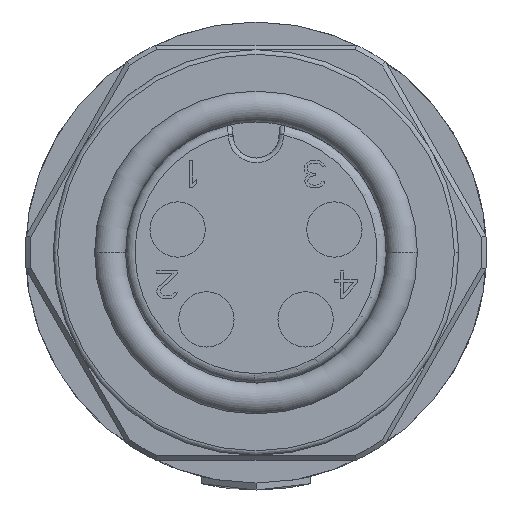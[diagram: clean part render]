
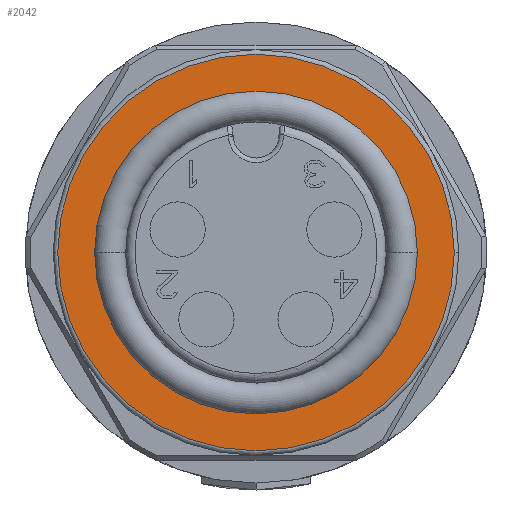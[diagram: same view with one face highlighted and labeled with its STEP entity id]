
A CAD part, front view. The second image highlights one B-rep face of the part: STEP entity #2042.
In plain terms, the highlighted planar face has unit normal (0, -1, 0).
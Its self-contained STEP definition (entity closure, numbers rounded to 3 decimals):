
#2042=ADVANCED_FACE('',(#4404,#4405),#4406,.T.);
#2252=EDGE_CURVE('',#4712,#4718,#4721,.T.);
#2460=EDGE_CURVE('',#4712,#4718,#5027,.T.);
#2462=EDGE_CURVE('',#5029,#5030,#5031,.T.);
#2464=EDGE_CURVE('',#5030,#5029,#5033,.T.);
#4404=FACE_OUTER_BOUND('',#46992,.T.);
#4405=FACE_BOUND('',#46993,.T.);
#4406=PLANE('',#46994);
#4712=VERTEX_POINT('',#47312);
#4718=VERTEX_POINT('',#47321);
#4721=CIRCLE('',#47326,3.5);
#5027=CIRCLE('',#47836,3.5);
#5029=VERTEX_POINT('',#47839);
#5030=VERTEX_POINT('',#47840);
#5031=CIRCLE('',#47841,4.3);
#5033=CIRCLE('',#47844,4.3);
#46992=EDGE_LOOP('',(#52938,#52939));
#46993=EDGE_LOOP('',(#52940,#52941));
#46994=AXIS2_PLACEMENT_3D('',#52942,#52943,#52944);
#47312=CARTESIAN_POINT('',(3.5,-8.3,0.0));
#47321=CARTESIAN_POINT('',(-3.5,-8.3,0.0));
#47326=AXIS2_PLACEMENT_3D('',#53815,#53816,#53817);
#47836=AXIS2_PLACEMENT_3D('',#54047,#54048,#54049);
#47839=CARTESIAN_POINT('',(4.3,-8.3,0.0));
#47840=CARTESIAN_POINT('',(-4.3,-8.3,0.0));
#47841=AXIS2_PLACEMENT_3D('',#54050,#54051,#54052);
#47844=AXIS2_PLACEMENT_3D('',#54053,#54054,#54055);
#52938=ORIENTED_EDGE('',*,*,#2462,.T.);
#52939=ORIENTED_EDGE('',*,*,#2464,.T.);
#52940=ORIENTED_EDGE('',*,*,#2460,.F.);
#52941=ORIENTED_EDGE('',*,*,#2252,.T.);
#52942=CARTESIAN_POINT('',(0.0,-8.3,0.0));
#52943=DIRECTION('',(0.0,-1.0,0.0));
#52944=DIRECTION('',(0.0,0.0,-1.0));
#53815=CARTESIAN_POINT('',(0.0,-8.3,0.0));
#53816=DIRECTION('',(-0.0,1.0,0.0));
#53817=DIRECTION('',(1.0,0.0,0.0));
#54047=CARTESIAN_POINT('',(0.0,-8.3,0.0));
#54048=DIRECTION('',(0.0,-1.0,0.0));
#54049=DIRECTION('',(1.0,0.0,0.0));
#54050=CARTESIAN_POINT('',(0.0,-8.3,0.0));
#54051=DIRECTION('',(0.0,-1.0,0.0));
#54052=DIRECTION('',(1.0,0.0,0.0));
#54053=CARTESIAN_POINT('',(0.0,-8.3,0.0));
#54054=DIRECTION('',(0.0,-1.0,0.0));
#54055=DIRECTION('',(-1.0,0.0,0.0));
